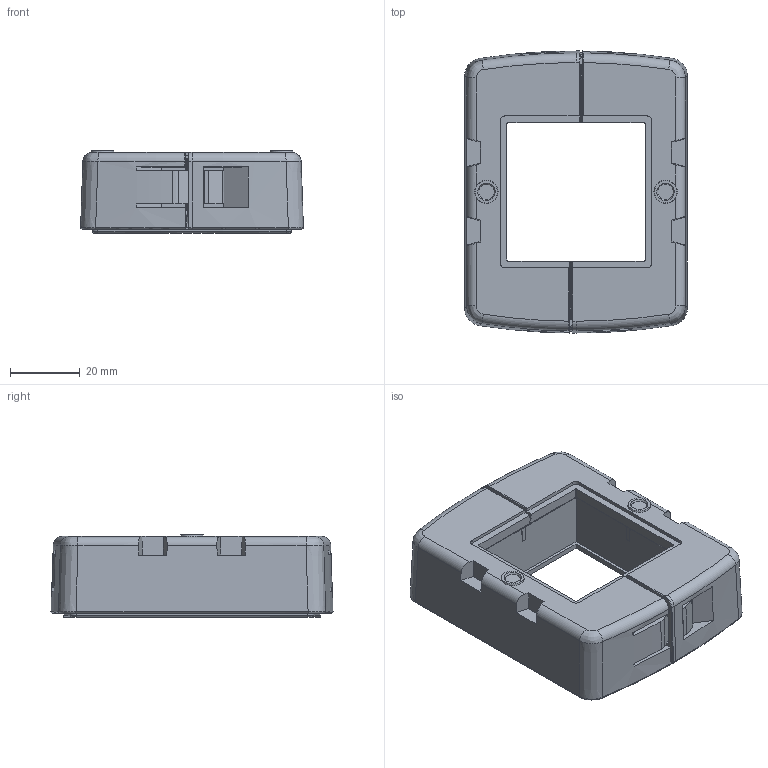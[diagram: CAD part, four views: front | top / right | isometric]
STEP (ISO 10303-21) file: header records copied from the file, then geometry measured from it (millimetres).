
FILE_DESCRIPTION(('CATIA V5 STEP Exchange','CAx-IF Rec.Pracs.--- Model Styling and Organization---1.4--- 2014-01-23'),'2;1');
FILE_NAME ('1469346-4_3_2891470000_2891470000.stp','2023-08-16T05:47:52+00:00',('none'),('Weidmueller'),'CATIA Version 5-6 Release 2016 SP3 HF44','CATIA V5 STEP AP214','none');
FILE_SCHEMA(('AUTOMOTIVE_DESIGN { 1 0 10303 214 1 1 1 1 }'));
Products named in the file (1): 2891470000_CABTITE_FRFT_4-1_SET
Bounding box: 63.96 x 80.95 x 23.7 mm (x, y, z)
Volume: 56679.2 mm3; surface area: 35145.7 mm2
Topology: 3 solids, 7 shells, 1339 faces, 3756 edges, 2475 vertices
Faces by surface type: plane 868, cylinder 144, bspline 144, torus 64, cone 62, extrusion 53, sphere 4
Entity records: 47964 total; most frequent: CARTESIAN_POINT 14449, ORIENTED_EDGE 7504, DIRECTION 5250, EDGE_CURVE 3752, VECTOR 2639, LINE 2586, VERTEX_POINT 2475, AXIS2_PLACEMENT_3D 1470
